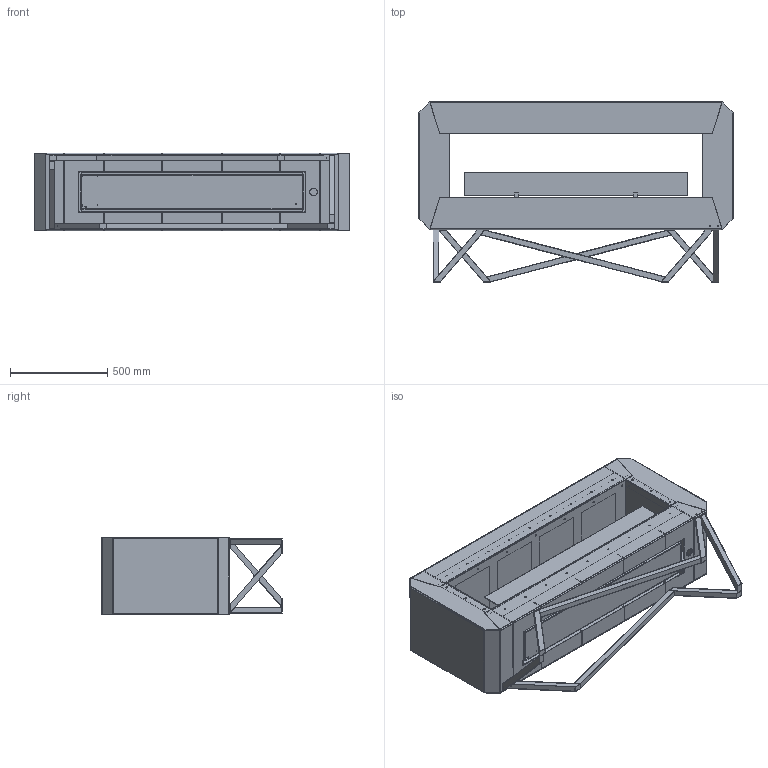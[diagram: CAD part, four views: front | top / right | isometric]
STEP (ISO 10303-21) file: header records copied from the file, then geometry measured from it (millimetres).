
FILE_DESCRIPTION (( 'STEP AP203' ), '1' );
FILE_NAME ('PJ00137-D-02.STEP', '2019-05-31T15:05:32', ( '' ), ( '' ), 'SwSTEP 2.0', 'SolidWorks 2019', '' );
FILE_SCHEMA (( 'CONFIG_CONTROL_DESIGN' ));
Length unit declared in the file: millimetre
Products named in the file (44): AS02933-B-01; PT00687-A-AC; AS02836-A-01; AS02936-C-01; PT07314-C-AC; PT07319-B-A2; AS02935-B-01; PT00658-A-A2; PT00737-B-A2; PT06012-B-AC; PT07323-B-A2; PT07318-C-A2; AS02934-B-01; PT07320-B-V1; PT07313-B-AC; PT06174-A-A2; PT07316-B-AC; PT07322-A-IL; AS02939-C-01; PJ00137-D-02; PT06175-A-A2; PT07534-A-AC; PT06177-A-A2; PT06179-A-A2; PT07312-C-AC; PT07321-A-IL; PT07326-A-AC; AS02932-C-01; AS02937-A-01; PT06178-A-A2_PT06189-A-A2; PT00694-A-A2; PT07325-B-AC; PT06185-C-AC; PT07315-B-AC; PT07317-A-A2; AS02938-A-01; PJ00153-O-04-C. EVO PLUS 800; PT06178-A-A2_PT06178-A-A2; PT00589-A-A2
Assembly tree (130 placements, depth 6):
  PJ00137-D-02
    AS02939-C-01
      AS02936-C-01
        AS02932-C-01
          PT07314-C-AC
          AS02935-B-01
            PT00687-A-AC  x32
            PT07312-C-AC
          PT07313-B-AC  x2
          PT06185-C-AC  x2
          PT07325-B-AC  x8
        AS02934-B-01
          AS02836-A-01
            PT06012-B-AC
            PT00687-A-AC  x2
          AS02836-A-01
            PT06012-B-AC
            PT00687-A-AC  x2
          PT07316-B-AC
          PT07326-A-AC  x2
        AS02934-B-01
          AS02836-A-01
            PT06012-B-AC
            PT00687-A-AC  x2
          AS02836-A-01
            PT06012-B-AC
            PT00687-A-AC  x2
          PT07316-B-AC
          PT07326-A-AC  x2
        AS02933-B-01
          PT07315-B-AC
          PT07313-B-AC  x2
          PT06185-C-AC  x2
          PT07534-A-AC
      AS02938-A-01
        AS02937-A-01
          PT06174-A-A2
          PT06175-A-A2  x2
          PT07317-A-A2
        AS02937-A-01
          PT06174-A-A2
          PT06175-A-A2  x2
          PT07317-A-A2
        PT06177-A-A2  x2
        PT06179-A-A2  x2
        PT06178-A-A2_PT06178-A-A2  x2
        PT06178-A-A2_PT06189-A-A2  x2
        PT00658-A-A2  x6
      PT07323-B-A2  x2
      PT07318-C-A2
      PT07319-B-A2
      PT00589-A-A2  x4
      PT07321-A-IL  x2
      PT07322-A-IL
      PT00694-A-A2  x6
    PT00737-B-A2  x4
    PT07320-B-V1  x2
    PJ00153-O-04-C. EVO PLUS 800
Bounding box: 1614.57 x 926 x 400 mm (x, y, z)
Volume: 41091749.7 mm3; surface area: 15782803.3 mm2
Topology: 193 solids, 193 shells, 4755 faces, 12306 edges, 7952 vertices
Faces by surface type: plane 2891, cylinder 1534, cone 263, bspline 42, torus 24, sphere 1
Full cylindrical faces by diameter (mm): 2 x3, 3 x6, 3.242 x4, 3.3 x13, 3.5 x6, 3.7 x4, 4 x88, 4.2 x18, 4.3 x13, 4.5 x26, 5 x55, 5.3 x19, 5.5 x2, 6 x94, 6.1 x4, 6.25 x2, 6.3 x36, 6.4 x2, 6.5 x13, 6.647 x6, 6.9 x1, 7 x4, 7.3 x2, 8 x70, 8.4 x12, 10 x5, 10.2 x2, 13 x2, 20 x1, 25 x1
Entity records: 118541 total; most frequent: CARTESIAN_POINT 22215, DIRECTION 18492, ORIENTED_EDGE 17626, EDGE_CURVE 8813, AXIS2_PLACEMENT_3D 6314, VERTEX_POINT 5946, LINE 5864, VECTOR 5864
